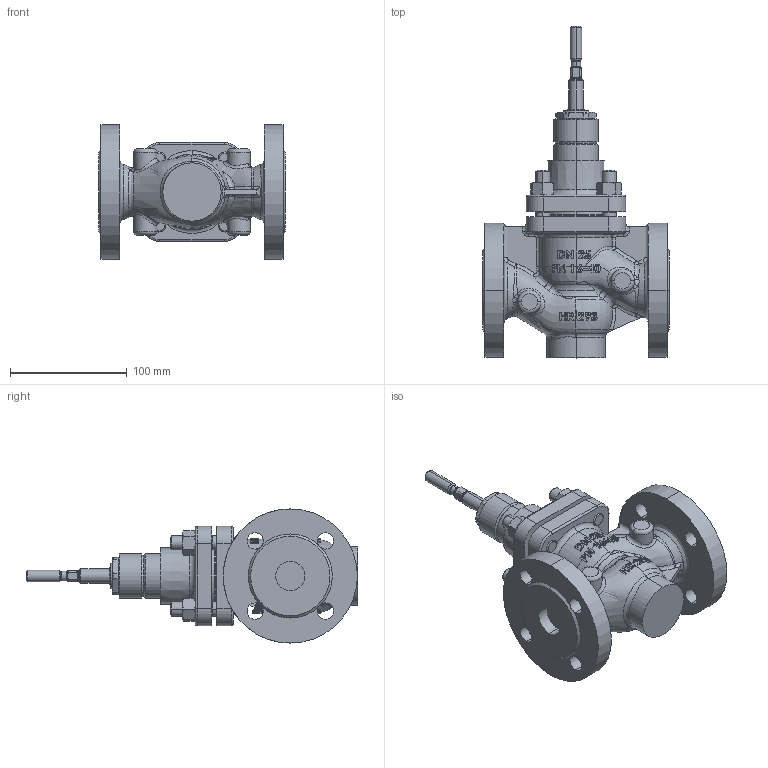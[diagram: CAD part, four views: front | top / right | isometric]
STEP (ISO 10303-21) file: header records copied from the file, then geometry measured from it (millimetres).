
FILE_DESCRIPTION (( 'STEP AP214' ), '1' );
FILE_NAME ('BR225 DN25 XXX PN16-40 for MC_STEP (Defeature).STEP', '2015-02-26T14:07:43', ( 'tdietz' ), ( '' ), 'SwSTEP 2.0', 'SolidWorks 2014', '' );
FILE_SCHEMA (( 'AUTOMOTIVE_DESIGN' ));
Length unit declared in the file: millimetre
Products named in the file (1): BR225 DN25 XXX PN16-40 for MC_STEP (Defeature)
Bounding box: 160 x 284.5 x 115 mm (x, y, z)
Volume: 246.1 mm3; surface area: 136167.7 mm2
Topology: 14 solids, 16 shells, 1028 faces, 2657 edges, 1706 vertices
Faces by surface type: bspline 351, plane 296, cylinder 190, cone 90, torus 74, sphere 27
Entity records: 183722 total; most frequent: CARTESIAN_POINT 159465, ORIENTED_EDGE 5308, DIRECTION 3452, EDGE_CURVE 2654, VERTEX_POINT 1702, AXIS2_PLACEMENT_3D 1435, B_SPLINE_CURVE_WITH_KNOTS 1297, EDGE_LOOP 1100
